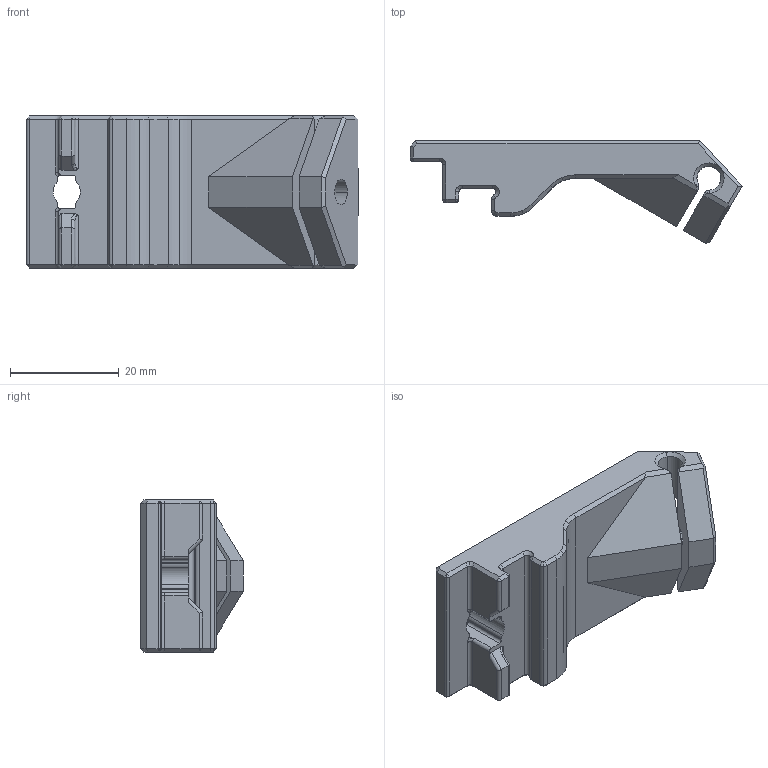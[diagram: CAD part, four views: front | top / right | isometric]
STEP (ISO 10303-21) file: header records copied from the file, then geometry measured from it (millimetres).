
FILE_DESCRIPTION (( 'STEP AP214' ), '1' );
FILE_NAME ('Bowden_Tube_Holder_Twist.STEP', '2024-08-07T16:03:03', ( '' ), ( '' ), 'SwSTEP 2.0', 'SolidWorks 2024', '' );
FILE_SCHEMA (( 'AUTOMOTIVE_DESIGN' ));
Length unit declared in the file: millimetre
Products named in the file (1): Bowden_Tube_Holder_Twist
Bounding box: 61.1 x 18.87 x 28 mm (x, y, z)
Volume: 14013.4 mm3; surface area: 6076.7 mm2
Topology: 1 solids, 1 shells, 239 faces, 590 edges, 346 vertices
Faces by surface type: plane 108, cone 64, cylinder 60, bspline 5, torus 2
Entity records: 7488 total; most frequent: CARTESIAN_POINT 1914, ORIENTED_EDGE 1164, DIRECTION 1160, EDGE_CURVE 582, AXIS2_PLACEMENT_3D 391, VECTOR 378, LINE 378, VERTEX_POINT 346
